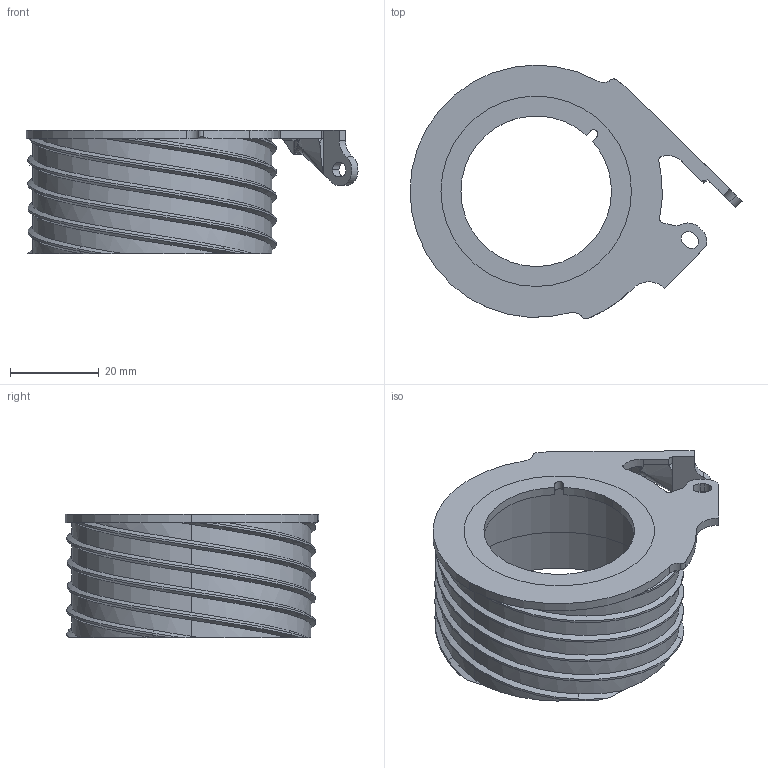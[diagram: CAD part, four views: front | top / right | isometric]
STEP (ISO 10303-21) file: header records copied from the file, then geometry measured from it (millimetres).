
FILE_DESCRIPTION (( 'STEP AP203' ), '1' );
FILE_NAME ('MamiyaPressLensSeat.STEP', '2025-12-23T05:25:08', ( '' ), ( '' ), 'SwSTEP 2.0', 'SolidWorks 2023', '' );
FILE_SCHEMA (( 'CONFIG_CONTROL_DESIGN' ));
Length unit declared in the file: millimetre
Products named in the file (1): MamiyaPressLensSeat
Bounding box: 74.98 x 57.32 x 28 mm (x, y, z)
Volume: 13621.8 mm3; surface area: 14497.8 mm2
Topology: 2 solids, 2 shells, 128 faces, 343 edges, 223 vertices
Faces by surface type: cylinder 61, bspline 34, plane 30, cone 2, torus 1
Entity records: 6761 total; most frequent: CARTESIAN_POINT 3791, ORIENTED_EDGE 686, DIRECTION 519, EDGE_CURVE 343, VERTEX_POINT 223, AXIS2_PLACEMENT_3D 192, EDGE_LOOP 138, VECTOR 135
